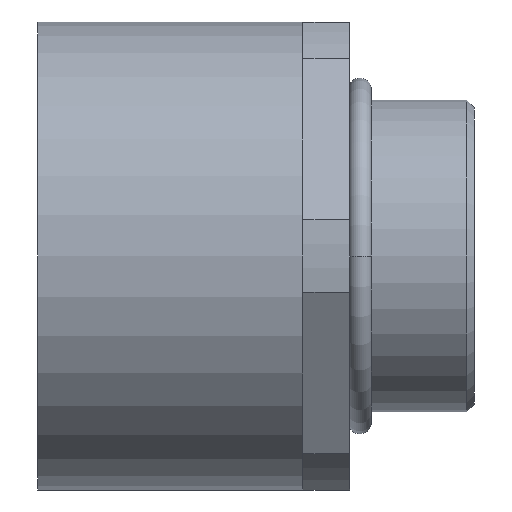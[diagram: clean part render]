
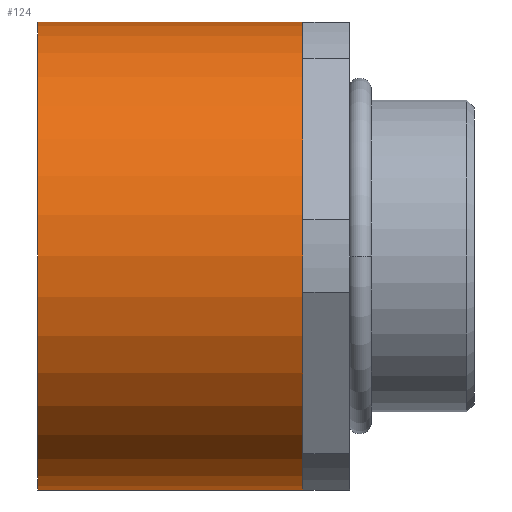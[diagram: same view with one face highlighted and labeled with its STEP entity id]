
A CAD part, left-side view. The second image highlights one B-rep face of the part: STEP entity #124.
In plain terms, the highlighted cylindrical face has radius 15 mm (diameter 30 mm), a partial arc.
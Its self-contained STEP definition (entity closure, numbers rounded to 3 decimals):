
#34 = VECTOR ( 'NONE', #470, 1000. ) ;
#36 = AXIS2_PLACEMENT_3D ( 'NONE', #330, #337, #338 ) ;
#40 = VECTOR ( 'NONE', #462, 1000. ) ;
#56 = AXIS2_PLACEMENT_3D ( 'NONE', #318, #325, #326 ) ;
#91 = AXIS2_PLACEMENT_3D ( 'NONE', #357, #358, #359 ) ;
#124 = ADVANCED_FACE ( 'NONE', ( #1075 ), #1076, .T. ) ;
#142 = EDGE_CURVE ( 'NONE', #212, #211, #842, .T. ) ;
#175 = VERTEX_POINT ( 'NONE', #582 ) ;
#183 = VERTEX_POINT ( 'NONE', #590 ) ;
#210 = VERTEX_POINT ( 'NONE', #238 ) ;
#211 = VERTEX_POINT ( 'NONE', #239 ) ;
#212 = VERTEX_POINT ( 'NONE', #240 ) ;
#214 = VERTEX_POINT ( 'NONE', #242 ) ;
#238 = CARTESIAN_POINT ( 'NONE',  ( 0., 0., 15. ) ) ;
#239 = CARTESIAN_POINT ( 'NONE',  ( 0., 17., 15. ) ) ;
#240 = CARTESIAN_POINT ( 'NONE',  ( 0., 17., -15. ) ) ;
#242 = CARTESIAN_POINT ( 'NONE',  ( 0., 0., -15. ) ) ;
#318 = CARTESIAN_POINT ( 'NONE',  ( 0., 0., 0. ) ) ;
#325 = DIRECTION ( 'NONE',  ( 0., 1., 0. ) ) ;
#326 = DIRECTION ( 'NONE',  ( 0., 0., 1. ) ) ;
#330 = CARTESIAN_POINT ( 'NONE',  ( 0., 0., 0. ) ) ;
#337 = DIRECTION ( 'NONE',  ( 0., 1., 0. ) ) ;
#338 = DIRECTION ( 'NONE',  ( 0., 0., 1. ) ) ;
#357 = CARTESIAN_POINT ( 'NONE',  ( 0., 0., 0. ) ) ;
#358 = DIRECTION ( 'NONE',  ( 0., 1., 0. ) ) ;
#359 = DIRECTION ( 'NONE',  ( 0., 0., 1. ) ) ;
#460 = LINE ( 'NONE', #461, #40 ) ;
#461 = CARTESIAN_POINT ( 'NONE',  ( 0., 12.783, -15. ) ) ;
#462 = DIRECTION ( 'NONE',  ( 0., 1., 0. ) ) ;
#468 = LINE ( 'NONE', #469, #34 ) ;
#469 = CARTESIAN_POINT ( 'NONE',  ( 0., 12.783, 15. ) ) ;
#470 = DIRECTION ( 'NONE',  ( 0., 1., 0. ) ) ;
#582 = CARTESIAN_POINT ( 'NONE',  ( -12.99, 0., -7.5 ) ) ;
#590 = CARTESIAN_POINT ( 'NONE',  ( -12.99, 0., 7.5 ) ) ;
#604 = ORIENTED_EDGE ( 'NONE', *, *, #970, .T. ) ;
#609 = ORIENTED_EDGE ( 'NONE', *, *, #1004, .F. ) ;
#610 = ORIENTED_EDGE ( 'NONE', *, *, #959, .T. ) ;
#611 = ORIENTED_EDGE ( 'NONE', *, *, #963, .T. ) ;
#612 = ORIENTED_EDGE ( 'NONE', *, *, #1007, .T. ) ;
#613 = ORIENTED_EDGE ( 'NONE', *, *, #142, .F. ) ;
#708 = EDGE_LOOP ( 'NONE', ( #609, #610, #611, #604, #612, #613 ) ) ;
#757 = CARTESIAN_POINT ( 'NONE',  ( 0., 12.783, 0. ) ) ;
#758 = DIRECTION ( 'NONE',  ( 0., 1., 0. ) ) ;
#759 = DIRECTION ( 'NONE',  ( 0., 0., 1. ) ) ;
#818 = CARTESIAN_POINT ( 'NONE',  ( 0., 17., 0. ) ) ;
#819 = DIRECTION ( 'NONE',  ( 0., 1., 0. ) ) ;
#820 = DIRECTION ( 'NONE',  ( 0., 0., 1. ) ) ;
#842 = CIRCLE ( 'NONE', #1034, 15. ) ;
#867 = CIRCLE ( 'NONE', #56, 15. ) ;
#869 = CIRCLE ( 'NONE', #36, 15. ) ;
#874 = CIRCLE ( 'NONE', #91, 15. ) ;
#959 = EDGE_CURVE ( 'NONE', #214, #175, #867, .T. ) ;
#963 = EDGE_CURVE ( 'NONE', #175, #183, #869, .T. ) ;
#970 = EDGE_CURVE ( 'NONE', #183, #210, #874, .T. ) ;
#1004 = EDGE_CURVE ( 'NONE', #214, #212, #460, .T. ) ;
#1007 = EDGE_CURVE ( 'NONE', #210, #211, #468, .T. ) ;
#1034 = AXIS2_PLACEMENT_3D ( 'NONE', #818, #819, #820 ) ;
#1071 = AXIS2_PLACEMENT_3D ( 'NONE', #757, #758, #759 ) ;
#1075 = FACE_OUTER_BOUND ( 'NONE', #708, .T. ) ;
#1076 = CYLINDRICAL_SURFACE ( 'NONE', #1071, 15. ) ;
